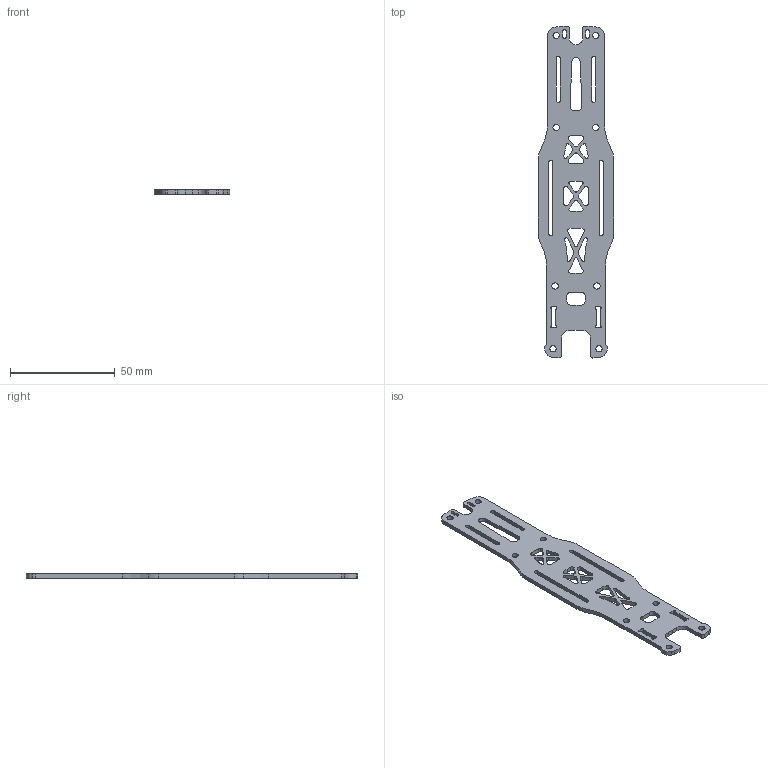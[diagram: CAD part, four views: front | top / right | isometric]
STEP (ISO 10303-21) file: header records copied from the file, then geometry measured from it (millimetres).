
FILE_DESCRIPTION((''),'2;1');
FILE_NAME('SOURCEONE_TOPPLATE_1','2023-02-05T13:54:31',('Richi'),(''),'CREO PARAMETRIC BY PTC INC, 2018500','CREO PARAMETRIC BY PTC INC, 2018500','');
FILE_SCHEMA(('CONFIG_CONTROL_DESIGN'));
Length unit declared in the file: millimetre
Products named in the file (1): SOURCEONE_TOPPLATE_1
Bounding box: 36 x 158.67 x 2 mm (x, y, z)
Volume: 7429.2 mm3; surface area: 9704.6 mm2
Topology: 1 solids, 1 shells, 206 faces, 684 edges, 480 vertices
Faces by surface type: cylinder 128, plane 78
Entity records: 7896 total; most frequent: DIRECTION 1420, CARTESIAN_POINT 1382, ORIENTED_EDGE 1368, EDGE_CURVE 684, AXIS2_PLACEMENT_3D 532, VERTEX_POINT 480, VECTOR 356, LINE 356
